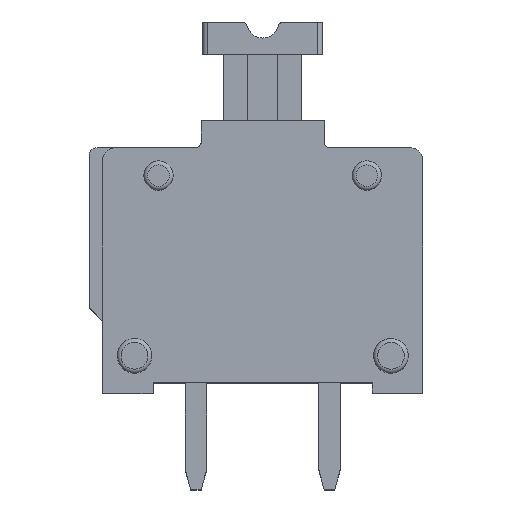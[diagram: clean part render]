
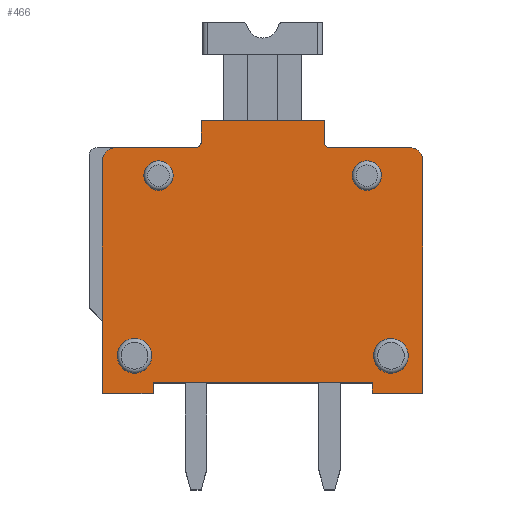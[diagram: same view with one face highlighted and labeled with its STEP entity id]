
A CAD part, top view. The second image highlights one B-rep face of the part: STEP entity #466.
In plain terms, the highlighted planar face has unit normal (0, 0, 1).
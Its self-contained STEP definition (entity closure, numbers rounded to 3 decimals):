
#466 = ADVANCED_FACE( '', ( #1129, #1130, #1131, #1132, #1133 ), #1134, .T. );
#1129 = FACE_OUTER_BOUND( '', #2047, .T. );
#1130 = FACE_BOUND( '', #2048, .T. );
#1131 = FACE_BOUND( '', #2049, .T. );
#1132 = FACE_BOUND( '', #2050, .T. );
#1133 = FACE_BOUND( '', #2051, .T. );
#1134 = PLANE( '', #2052 );
#2047 = EDGE_LOOP( '', ( #3109, #3110, #3111, #3112, #3113, #3114, #3115, #3116, #3117, #3118, #3119, #3120, #3121, #3122, #3123, #3124 ) );
#2048 = EDGE_LOOP( '', ( #3125 ) );
#2049 = EDGE_LOOP( '', ( #3126 ) );
#2050 = EDGE_LOOP( '', ( #3127 ) );
#2051 = EDGE_LOOP( '', ( #3128 ) );
#2052 = AXIS2_PLACEMENT_3D( '', #3129, #3130, #3131 );
#3109 = ORIENTED_EDGE( '', *, *, #5782, .T. );
#3110 = ORIENTED_EDGE( '', *, *, #5783, .T. );
#3111 = ORIENTED_EDGE( '', *, *, #5784, .F. );
#3112 = ORIENTED_EDGE( '', *, *, #5785, .F. );
#3113 = ORIENTED_EDGE( '', *, *, #5723, .F. );
#3114 = ORIENTED_EDGE( '', *, *, #5786, .T. );
#3115 = ORIENTED_EDGE( '', *, *, #5787, .F. );
#3116 = ORIENTED_EDGE( '', *, *, #5788, .F. );
#3117 = ORIENTED_EDGE( '', *, *, #5789, .T. );
#3118 = ORIENTED_EDGE( '', *, *, #5790, .T. );
#3119 = ORIENTED_EDGE( '', *, *, #5791, .T. );
#3120 = ORIENTED_EDGE( '', *, *, #5792, .T. );
#3121 = ORIENTED_EDGE( '', *, *, #5793, .T. );
#3122 = ORIENTED_EDGE( '', *, *, #5794, .F. );
#3123 = ORIENTED_EDGE( '', *, *, #5795, .T. );
#3124 = ORIENTED_EDGE( '', *, *, #5796, .T. );
#3125 = ORIENTED_EDGE( '', *, *, #5797, .F. );
#3126 = ORIENTED_EDGE( '', *, *, #5798, .F. );
#3127 = ORIENTED_EDGE( '', *, *, #5703, .F. );
#3128 = ORIENTED_EDGE( '', *, *, #5799, .F. );
#3129 = CARTESIAN_POINT( '', ( 5.954, 7.756, 3. ) );
#3130 = DIRECTION( '', ( 0., 0., 1. ) );
#3131 = DIRECTION( '', ( 1., 0., 0. ) );
#5703 = EDGE_CURVE( '', #6850, #6850, #6851, .T. );
#5723 = EDGE_CURVE( '', #6885, #6887, #6888, .T. );
#5782 = EDGE_CURVE( '', #6990, #6991, #6992, .T. );
#5783 = EDGE_CURVE( '', #6991, #6993, #6994, .T. );
#5784 = EDGE_CURVE( '', #6995, #6993, #6996, .T. );
#5785 = EDGE_CURVE( '', #6887, #6995, #6997, .T. );
#5786 = EDGE_CURVE( '', #6885, #6998, #6999, .T. );
#5787 = EDGE_CURVE( '', #7000, #6998, #7001, .T. );
#5788 = EDGE_CURVE( '', #7002, #7000, #7003, .T. );
#5789 = EDGE_CURVE( '', #7002, #7004, #7005, .T. );
#5790 = EDGE_CURVE( '', #7004, #7006, #7007, .T. );
#5791 = EDGE_CURVE( '', #7006, #7008, #7009, .T. );
#5792 = EDGE_CURVE( '', #7008, #7010, #7011, .T. );
#5793 = EDGE_CURVE( '', #7010, #7012, #7013, .T. );
#5794 = EDGE_CURVE( '', #7014, #7012, #7015, .T. );
#5795 = EDGE_CURVE( '', #7014, #7016, #7017, .T. );
#5796 = EDGE_CURVE( '', #7016, #6990, #7018, .T. );
#5797 = EDGE_CURVE( '', #7019, #7019, #7020, .T. );
#5798 = EDGE_CURVE( '', #7021, #7021, #7022, .T. );
#5799 = EDGE_CURVE( '', #7023, #7023, #7024, .T. );
#6850 = VERTEX_POINT( '', #8518 );
#6851 = CIRCLE( '', #8519, 0.55 );
#6885 = VERTEX_POINT( '', #8566 );
#6887 = VERTEX_POINT( '', #8569 );
#6888 = LINE( '', #8570, #8571 );
#6990 = VERTEX_POINT( '', #8713 );
#6991 = VERTEX_POINT( '', #8714 );
#6992 = LINE( '', #8715, #8716 );
#6993 = VERTEX_POINT( '', #8717 );
#6994 = LINE( '', #8718, #8719 );
#6995 = VERTEX_POINT( '', #8720 );
#6996 = LINE( '', #8721, #8722 );
#6997 = LINE( '', #8723, #8724 );
#6998 = VERTEX_POINT( '', #8725 );
#6999 = LINE( '', #8726, #8727 );
#7000 = VERTEX_POINT( '', #8728 );
#7001 = LINE( '', #8729, #8730 );
#7002 = VERTEX_POINT( '', #8731 );
#7003 = CIRCLE( '', #8732, 0.5 );
#7004 = VERTEX_POINT( '', #8733 );
#7005 = LINE( '', #8734, #8735 );
#7006 = VERTEX_POINT( '', #8736 );
#7007 = CIRCLE( '', #8737, 0.2 );
#7008 = VERTEX_POINT( '', #8738 );
#7009 = LINE( '', #8739, #8740 );
#7010 = VERTEX_POINT( '', #8741 );
#7011 = LINE( '', #8742, #8743 );
#7012 = VERTEX_POINT( '', #8744 );
#7013 = LINE( '', #8745, #8746 );
#7014 = VERTEX_POINT( '', #8747 );
#7015 = CIRCLE( '', #8748, 0.2 );
#7016 = VERTEX_POINT( '', #8749 );
#7017 = LINE( '', #8750, #8751 );
#7018 = CIRCLE( '', #8752, 0.5 );
#7019 = VERTEX_POINT( '', #8753 );
#7020 = CIRCLE( '', #8754, 0.55 );
#7021 = VERTEX_POINT( '', #8755 );
#7022 = CIRCLE( '', #8756, 0.65 );
#7023 = VERTEX_POINT( '', #8757 );
#7024 = CIRCLE( '', #8758, 0.65 );
#8518 = CARTESIAN_POINT( '', ( 2.65, 8.15, 3. ) );
#8519 = AXIS2_PLACEMENT_3D( '', #10716, #10717, #10718 );
#8566 = CARTESIAN_POINT( '', ( 10.1, 0., 3. ) );
#8569 = CARTESIAN_POINT( '', ( 10.1, 0.4, 3. ) );
#8570 = CARTESIAN_POINT( '', ( 10.1, 7.285, 3. ) );
#8571 = VECTOR( '', #10736, 1000. );
#8713 = CARTESIAN_POINT( '', ( 0., 8.7, 3. ) );
#8714 = CARTESIAN_POINT( '', ( 0., 0., 3. ) );
#8715 = CARTESIAN_POINT( '', ( 0., 7.285, 3. ) );
#8716 = VECTOR( '', #10795, 1000. );
#8717 = CARTESIAN_POINT( '', ( 1.9, 0., 3. ) );
#8718 = CARTESIAN_POINT( '', ( 7.771, 0., 3. ) );
#8719 = VECTOR( '', #10796, 1000. );
#8720 = CARTESIAN_POINT( '', ( 1.9, 0.4, 3. ) );
#8721 = CARTESIAN_POINT( '', ( 1.9, 7.285, 3. ) );
#8722 = VECTOR( '', #10797, 1000. );
#8723 = CARTESIAN_POINT( '', ( 7.771, 0.4, 3. ) );
#8724 = VECTOR( '', #10798, 1000. );
#8725 = CARTESIAN_POINT( '', ( 12., 0., 3. ) );
#8726 = CARTESIAN_POINT( '', ( 7.771, 0., 3. ) );
#8727 = VECTOR( '', #10799, 1000. );
#8728 = CARTESIAN_POINT( '', ( 12., 8.7, 3. ) );
#8729 = CARTESIAN_POINT( '', ( 12., 7.285, 3. ) );
#8730 = VECTOR( '', #10800, 1000. );
#8731 = CARTESIAN_POINT( '', ( 11.5, 9.2, 3. ) );
#8732 = AXIS2_PLACEMENT_3D( '', #10801, #10802, #10803 );
#8733 = CARTESIAN_POINT( '', ( 8.5, 9.2, 3. ) );
#8734 = CARTESIAN_POINT( '', ( 7.771, 9.2, 3. ) );
#8735 = VECTOR( '', #10804, 1000. );
#8736 = CARTESIAN_POINT( '', ( 8.3, 9.4, 3. ) );
#8737 = AXIS2_PLACEMENT_3D( '', #10805, #10806, #10807 );
#8738 = CARTESIAN_POINT( '', ( 8.3, 10.2, 3. ) );
#8739 = CARTESIAN_POINT( '', ( 8.3, 7.285, 3. ) );
#8740 = VECTOR( '', #10808, 1000. );
#8741 = CARTESIAN_POINT( '', ( 3.7, 10.2, 3. ) );
#8742 = CARTESIAN_POINT( '', ( 7.771, 10.2, 3. ) );
#8743 = VECTOR( '', #10809, 1000. );
#8744 = CARTESIAN_POINT( '', ( 3.7, 9.4, 3. ) );
#8745 = CARTESIAN_POINT( '', ( 3.7, 7.285, 3. ) );
#8746 = VECTOR( '', #10810, 1000. );
#8747 = CARTESIAN_POINT( '', ( 3.5, 9.2, 3. ) );
#8748 = AXIS2_PLACEMENT_3D( '', #10811, #10812, #10813 );
#8749 = CARTESIAN_POINT( '', ( 0.5, 9.2, 3. ) );
#8750 = CARTESIAN_POINT( '', ( 7.771, 9.2, 3. ) );
#8751 = VECTOR( '', #10814, 1000. );
#8752 = AXIS2_PLACEMENT_3D( '', #10815, #10816, #10817 );
#8753 = CARTESIAN_POINT( '', ( 10.45, 8.15, 3. ) );
#8754 = AXIS2_PLACEMENT_3D( '', #10818, #10819, #10820 );
#8755 = CARTESIAN_POINT( '', ( 11.45, 1.4, 3. ) );
#8756 = AXIS2_PLACEMENT_3D( '', #10821, #10822, #10823 );
#8757 = CARTESIAN_POINT( '', ( 1.85, 1.4, 3. ) );
#8758 = AXIS2_PLACEMENT_3D( '', #10824, #10825, #10826 );
#10716 = CARTESIAN_POINT( '', ( 2.1, 8.15, 3. ) );
#10717 = DIRECTION( '', ( 0., 0., 1. ) );
#10718 = DIRECTION( '', ( 1., 0., 0. ) );
#10736 = DIRECTION( '', ( 0., 1., 0. ) );
#10795 = DIRECTION( '', ( 0., -1., 0. ) );
#10796 = DIRECTION( '', ( 1., 0., 0. ) );
#10797 = DIRECTION( '', ( 0., -1., 0. ) );
#10798 = DIRECTION( '', ( -1., 0., 0. ) );
#10799 = DIRECTION( '', ( 1., 0., 0. ) );
#10800 = DIRECTION( '', ( 0., -1., 0. ) );
#10801 = CARTESIAN_POINT( '', ( 11.5, 8.7, 3. ) );
#10802 = DIRECTION( '', ( 0., 0., -1. ) );
#10803 = DIRECTION( '', ( -1., 0., 0. ) );
#10804 = DIRECTION( '', ( -1., 0., 0. ) );
#10805 = CARTESIAN_POINT( '', ( 8.5, 9.4, 3. ) );
#10806 = DIRECTION( '', ( 0., 0., -1. ) );
#10807 = DIRECTION( '', ( -1., 0., 0. ) );
#10808 = DIRECTION( '', ( 0., 1., 0. ) );
#10809 = DIRECTION( '', ( -1., 0., 0. ) );
#10810 = DIRECTION( '', ( 0., -1., 0. ) );
#10811 = CARTESIAN_POINT( '', ( 3.5, 9.4, 3. ) );
#10812 = DIRECTION( '', ( 0., 0., 1. ) );
#10813 = DIRECTION( '', ( 1., 0., 0. ) );
#10814 = DIRECTION( '', ( -1., 0., 0. ) );
#10815 = CARTESIAN_POINT( '', ( 0.5, 8.7, 3. ) );
#10816 = DIRECTION( '', ( 0., 0., 1. ) );
#10817 = DIRECTION( '', ( 1., 0., 0. ) );
#10818 = CARTESIAN_POINT( '', ( 9.9, 8.15, 3. ) );
#10819 = DIRECTION( '', ( 0., 0., 1. ) );
#10820 = DIRECTION( '', ( 1., 0., 0. ) );
#10821 = CARTESIAN_POINT( '', ( 10.8, 1.4, 3. ) );
#10822 = DIRECTION( '', ( 0., 0., 1. ) );
#10823 = DIRECTION( '', ( 1., 0., 0. ) );
#10824 = CARTESIAN_POINT( '', ( 1.2, 1.4, 3. ) );
#10825 = DIRECTION( '', ( 0., 0., 1. ) );
#10826 = DIRECTION( '', ( 1., 0., 0. ) );
